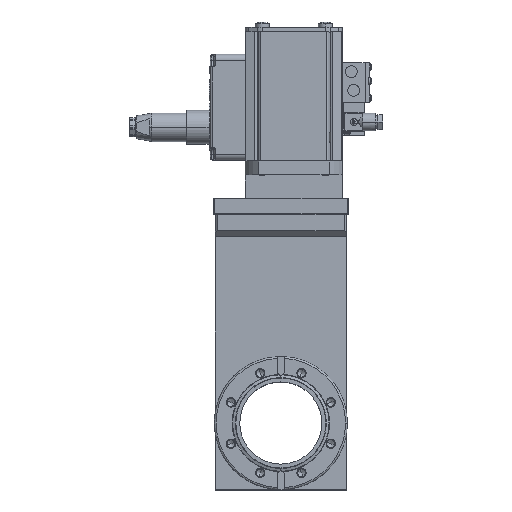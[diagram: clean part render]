
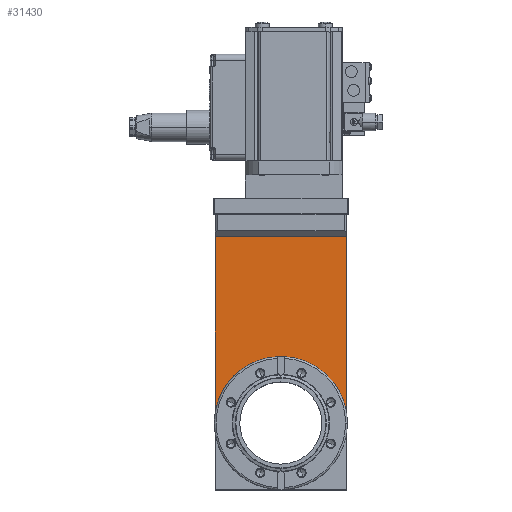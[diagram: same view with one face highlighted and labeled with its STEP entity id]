
A CAD part, top view. The second image highlights one B-rep face of the part: STEP entity #31430.
In plain terms, the highlighted planar face has unit normal (0, 0, 1).
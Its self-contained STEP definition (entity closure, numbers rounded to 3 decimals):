
#298 = EDGE_CURVE ( 'NONE', #55075, #54886, #47233, .T. ) ;
#338 = EDGE_CURVE ( 'NONE', #54858, #54886, #47292, .T. ) ;
#339 = EDGE_CURVE ( 'NONE', #54859, #54858, #47300, .T. ) ;
#345 = EDGE_CURVE ( 'NONE', #55074, #54859, #47319, .T. ) ;
#3120 = AXIS2_PLACEMENT_3D ( 'NONE', #8909, #8929, #8930 ) ;
#4579 = AXIS2_PLACEMENT_3D ( 'NONE', #13426, #13428, #13429 ) ;
#4842 = FACE_OUTER_BOUND ( 'NONE', #23150, .T. ) ;
#8909 = CARTESIAN_POINT ( 'NONE',  ( -58.8, 160.1, 26.975 ) ) ;
#8917 = PLANE ( 'NONE',  #3120 ) ;
#8929 = DIRECTION ( 'NONE',  ( 0., 0., 1. ) ) ;
#8930 = DIRECTION ( 'NONE',  ( 0., -1., 0. ) ) ;
#13426 = CARTESIAN_POINT ( 'NONE',  ( 0., 0., 26.975 ) ) ;
#13428 = DIRECTION ( 'NONE',  ( 0., 0., -1. ) ) ;
#13429 = DIRECTION ( 'NONE',  ( 0., -1., 0. ) ) ;
#13984 = CIRCLE ( 'NONE', #4579, 56.75 ) ;
#17545 = CARTESIAN_POINT ( 'NONE',  ( 56., 159.1, 26.975 ) ) ;
#17546 = CARTESIAN_POINT ( 'NONE',  ( -56., 159.1, 26.975 ) ) ;
#17573 = CARTESIAN_POINT ( 'NONE',  ( 56., 9.196, 26.975 ) ) ;
#17737 = CARTESIAN_POINT ( 'NONE',  ( -56., 9.196, 26.975 ) ) ;
#17738 = CARTESIAN_POINT ( 'NONE',  ( 0., 56.75, 26.975 ) ) ;
#23150 = EDGE_LOOP ( 'NONE', ( #29956, #29957, #29958, #29959, #29960 ) ) ;
#29956 = ORIENTED_EDGE ( 'NONE', *, *, #345, .F. ) ;
#29957 = ORIENTED_EDGE ( 'NONE', *, *, #40277, .T. ) ;
#29958 = ORIENTED_EDGE ( 'NONE', *, *, #298, .T. ) ;
#29959 = ORIENTED_EDGE ( 'NONE', *, *, #338, .F. ) ;
#29960 = ORIENTED_EDGE ( 'NONE', *, *, #339, .F. ) ;
#31430 = ADVANCED_FACE ( 'NONE', ( #4842 ), #8917, .T. ) ;
#31747 = CARTESIAN_POINT ( 'NONE',  ( 0., 0., 26.975 ) ) ;
#31748 = DIRECTION ( 'NONE',  ( 0., 0., -1. ) ) ;
#31749 = DIRECTION ( 'NONE',  ( 0., -1., 0. ) ) ;
#31831 = CARTESIAN_POINT ( 'NONE',  ( 56., 61.025, 26.975 ) ) ;
#31835 = CARTESIAN_POINT ( 'NONE',  ( 0., 159.1, 26.975 ) ) ;
#31836 = DIRECTION ( 'NONE',  ( 0., -1., 0. ) ) ;
#31838 = DIRECTION ( 'NONE',  ( 1., 0., 0. ) ) ;
#31849 = CARTESIAN_POINT ( 'NONE',  ( -56., 61.025, 26.975 ) ) ;
#31850 = DIRECTION ( 'NONE',  ( 0., 1., 0. ) ) ;
#40277 = EDGE_CURVE ( 'NONE', #55074, #55075, #13984, .T. ) ;
#40717 = AXIS2_PLACEMENT_3D ( 'NONE', #31747, #31748, #31749 ) ;
#47233 = CIRCLE ( 'NONE', #40717, 56.75 ) ;
#47292 = LINE ( 'NONE', #31831, #47305 ) ;
#47300 = LINE ( 'NONE', #31835, #47307 ) ;
#47305 = VECTOR ( 'NONE', #31836, 1000. ) ;
#47307 = VECTOR ( 'NONE', #31838, 1000. ) ;
#47319 = LINE ( 'NONE', #31849, #47320 ) ;
#47320 = VECTOR ( 'NONE', #31850, 1000. ) ;
#54858 = VERTEX_POINT ( 'NONE', #17545 ) ;
#54859 = VERTEX_POINT ( 'NONE', #17546 ) ;
#54886 = VERTEX_POINT ( 'NONE', #17573 ) ;
#55074 = VERTEX_POINT ( 'NONE', #17737 ) ;
#55075 = VERTEX_POINT ( 'NONE', #17738 ) ;
